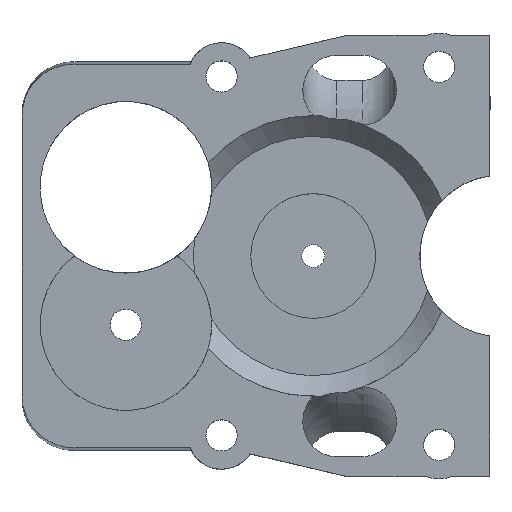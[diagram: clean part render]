
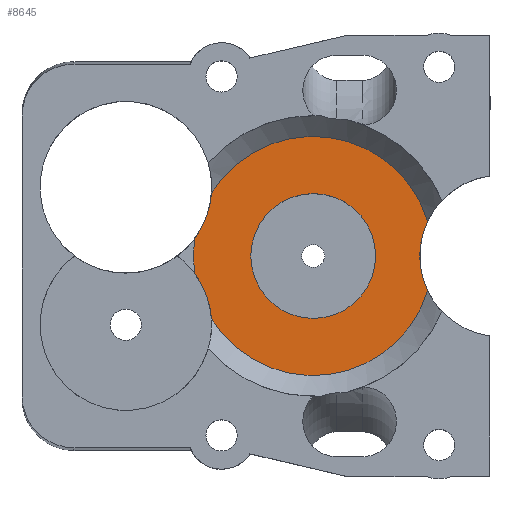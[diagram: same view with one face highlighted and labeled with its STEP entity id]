
A CAD part, top view. The second image highlights one B-rep face of the part: STEP entity #8645.
In plain terms, the highlighted planar face has unit normal (0, 0, 1).
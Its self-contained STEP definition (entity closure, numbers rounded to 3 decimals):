
#1053 = CYLINDRICAL_SURFACE('',#1054,7.755);
#1054 = AXIS2_PLACEMENT_3D('',#1055,#1056,#1057);
#1055 = CARTESIAN_POINT('',(18.,0.,35.));
#1056 = DIRECTION('',(0.,0.,1.));
#1057 = DIRECTION('',(1.,0.,0.));
#1626 = CYLINDRICAL_SURFACE('',#1627,8.25);
#1627 = AXIS2_PLACEMENT_3D('',#1628,#1629,#1630);
#1628 = CARTESIAN_POINT('',(-18.016,6.607,21.5));
#1629 = DIRECTION('',(0.,0.,1.));
#1630 = DIRECTION('',(1.,0.,0.));
#4184 = CONICAL_SURFACE('',#4185,13.5,0.785);
#4185 = AXIS2_PLACEMENT_3D('',#4186,#4187,#4188);
#4186 = CARTESIAN_POINT('',(0.,0.,17.5)
  );
#4187 = DIRECTION('',(0.,0.,1.));
#4188 = DIRECTION('',(1.,0.,0.));
#4519 = VERTEX_POINT('',#4520);
#4520 = CARTESIAN_POINT('',(11.003,-3.344,15.5));
#4568 = EDGE_CURVE('',#4569,#4519,#4571,.T.);
#4569 = VERTEX_POINT('',#4570);
#4570 = CARTESIAN_POINT('',(11.003,3.344,15.5));
#4571 = SURFACE_CURVE('',#4572,(#4577,#4584),.PCURVE_S1.);
#4572 = CIRCLE('',#4573,7.755);
#4573 = AXIS2_PLACEMENT_3D('',#4574,#4575,#4576);
#4574 = CARTESIAN_POINT('',(18.,0.,15.5));
#4575 = DIRECTION('',(0.,0.,1.));
#4576 = DIRECTION('',(1.,0.,0.));
#4577 = PCURVE('',#1053,#4578);
#4578 = DEFINITIONAL_REPRESENTATION('',(#4579),#4583);
#4579 = LINE('',#4580,#4581);
#4580 = CARTESIAN_POINT('',(0.,-19.5));
#4581 = VECTOR('',#4582,1.);
#4582 = DIRECTION('',(1.,0.));
#4583 = ( GEOMETRIC_REPRESENTATION_CONTEXT(2) 
PARAMETRIC_REPRESENTATION_CONTEXT() REPRESENTATION_CONTEXT('2D SPACE',''
  ) );
#4584 = PCURVE('',#4585,#4590);
#4585 = PLANE('',#4586);
#4586 = AXIS2_PLACEMENT_3D('',#4587,#4588,#4589);
#4587 = CARTESIAN_POINT('',(0.,0.,15.5));
#4588 = DIRECTION('',(0.,0.,1.));
#4589 = DIRECTION('',(1.,0.,0.));
#4590 = DEFINITIONAL_REPRESENTATION('',(#4591),#4595);
#4591 = CIRCLE('',#4592,7.755);
#4592 = AXIS2_PLACEMENT_2D('',#4593,#4594);
#4593 = CARTESIAN_POINT('',(18.,0.));
#4594 = DIRECTION('',(1.,0.));
#4595 = ( GEOMETRIC_REPRESENTATION_CONTEXT(2) 
PARAMETRIC_REPRESENTATION_CONTEXT() REPRESENTATION_CONTEXT('2D SPACE',''
  ) );
#4631 = CONICAL_SURFACE('',#4632,13.5,0.785);
#4632 = AXIS2_PLACEMENT_3D('',#4633,#4634,#4635);
#4633 = CARTESIAN_POINT('',(0.,0.,17.5)
  );
#4634 = DIRECTION('',(0.,0.,1.));
#4635 = DIRECTION('',(1.,0.,0.));
#4972 = CYLINDRICAL_SURFACE('',#4973,8.25);
#4973 = AXIS2_PLACEMENT_3D('',#4974,#4975,#4976);
#4974 = CARTESIAN_POINT('',(-18.016,-6.607,30.));
#4975 = DIRECTION('',(0.,0.,1.));
#4976 = DIRECTION('',(1.,0.,0.));
#5227 = VERTEX_POINT('',#5228);
#5228 = CARTESIAN_POINT('',(-9.785,6.041,15.5));
#5258 = EDGE_CURVE('',#5259,#5227,#5261,.T.);
#5259 = VERTEX_POINT('',#5260);
#5260 = CARTESIAN_POINT('',(-11.371,1.717,15.5));
#5261 = SURFACE_CURVE('',#5262,(#5267,#5274),.PCURVE_S1.);
#5262 = CIRCLE('',#5263,8.25);
#5263 = AXIS2_PLACEMENT_3D('',#5264,#5265,#5266);
#5264 = CARTESIAN_POINT('',(-18.016,6.607,15.5));
#5265 = DIRECTION('',(0.,0.,1.));
#5266 = DIRECTION('',(1.,0.,0.));
#5267 = PCURVE('',#1626,#5268);
#5268 = DEFINITIONAL_REPRESENTATION('',(#5269),#5273);
#5269 = LINE('',#5270,#5271);
#5270 = CARTESIAN_POINT('',(0.,-6.));
#5271 = VECTOR('',#5272,1.);
#5272 = DIRECTION('',(1.,0.));
#5273 = ( GEOMETRIC_REPRESENTATION_CONTEXT(2) 
PARAMETRIC_REPRESENTATION_CONTEXT() REPRESENTATION_CONTEXT('2D SPACE',''
  ) );
#5274 = PCURVE('',#4585,#5275);
#5275 = DEFINITIONAL_REPRESENTATION('',(#5276),#5280);
#5276 = CIRCLE('',#5277,8.25);
#5277 = AXIS2_PLACEMENT_2D('',#5278,#5279);
#5278 = CARTESIAN_POINT('',(-18.016,6.607));
#5279 = DIRECTION('',(1.,0.));
#5280 = ( GEOMETRIC_REPRESENTATION_CONTEXT(2) 
PARAMETRIC_REPRESENTATION_CONTEXT() REPRESENTATION_CONTEXT('2D SPACE',''
  ) );
#5332 = CONICAL_SURFACE('',#5333,13.5,0.785);
#5333 = AXIS2_PLACEMENT_3D('',#5334,#5335,#5336);
#5334 = CARTESIAN_POINT('',(0.,0.,17.5)
  );
#5335 = DIRECTION('',(0.,0.,1.));
#5336 = DIRECTION('',(1.,0.,0.));
#8554 = EDGE_CURVE('',#8555,#4519,#8557,.T.);
#8555 = VERTEX_POINT('',#8556);
#8556 = CARTESIAN_POINT('',(-9.785,-6.041,15.5));
#8557 = SURFACE_CURVE('',#8558,(#8563,#8570),.PCURVE_S1.);
#8558 = CIRCLE('',#8559,11.5);
#8559 = AXIS2_PLACEMENT_3D('',#8560,#8561,#8562);
#8560 = CARTESIAN_POINT('',(0.,0.,15.5)
  );
#8561 = DIRECTION('',(0.,0.,1.));
#8562 = DIRECTION('',(1.,0.,0.));
#8563 = PCURVE('',#4184,#8564);
#8564 = DEFINITIONAL_REPRESENTATION('',(#8565),#8569);
#8565 = LINE('',#8566,#8567);
#8566 = CARTESIAN_POINT('',(0.,-2.));
#8567 = VECTOR('',#8568,1.);
#8568 = DIRECTION('',(1.,-0.));
#8569 = ( GEOMETRIC_REPRESENTATION_CONTEXT(2) 
PARAMETRIC_REPRESENTATION_CONTEXT() REPRESENTATION_CONTEXT('2D SPACE',''
  ) );
#8570 = PCURVE('',#4585,#8571);
#8571 = DEFINITIONAL_REPRESENTATION('',(#8572),#8576);
#8572 = CIRCLE('',#8573,11.5);
#8573 = AXIS2_PLACEMENT_2D('',#8574,#8575);
#8574 = CARTESIAN_POINT('',(0.,0.));
#8575 = DIRECTION('',(1.,0.));
#8576 = ( GEOMETRIC_REPRESENTATION_CONTEXT(2) 
PARAMETRIC_REPRESENTATION_CONTEXT() REPRESENTATION_CONTEXT('2D SPACE',''
  ) );
#8624 = EDGE_CURVE('',#4569,#5227,#8625,.T.);
#8625 = SURFACE_CURVE('',#8626,(#8631,#8638),.PCURVE_S1.);
#8626 = CIRCLE('',#8627,11.5);
#8627 = AXIS2_PLACEMENT_3D('',#8628,#8629,#8630);
#8628 = CARTESIAN_POINT('',(0.,0.,15.5)
  );
#8629 = DIRECTION('',(0.,0.,1.));
#8630 = DIRECTION('',(1.,0.,0.));
#8631 = PCURVE('',#4631,#8632);
#8632 = DEFINITIONAL_REPRESENTATION('',(#8633),#8637);
#8633 = LINE('',#8634,#8635);
#8634 = CARTESIAN_POINT('',(0.,-2.));
#8635 = VECTOR('',#8636,1.);
#8636 = DIRECTION('',(1.,-0.));
#8637 = ( GEOMETRIC_REPRESENTATION_CONTEXT(2) 
PARAMETRIC_REPRESENTATION_CONTEXT() REPRESENTATION_CONTEXT('2D SPACE',''
  ) );
#8638 = PCURVE('',#4585,#8639);
#8639 = DEFINITIONAL_REPRESENTATION('',(#8640),#8644);
#8640 = CIRCLE('',#8641,11.5);
#8641 = AXIS2_PLACEMENT_2D('',#8642,#8643);
#8642 = CARTESIAN_POINT('',(0.,0.));
#8643 = DIRECTION('',(1.,0.));
#8644 = ( GEOMETRIC_REPRESENTATION_CONTEXT(2) 
PARAMETRIC_REPRESENTATION_CONTEXT() REPRESENTATION_CONTEXT('2D SPACE',''
  ) );
#8645 = ADVANCED_FACE('',(#8646,#8698),#4585,.T.);
#8646 = FACE_BOUND('',#8647,.T.);
#8647 = EDGE_LOOP('',(#8648,#8649,#8650,#8651,#8675,#8697));
#8648 = ORIENTED_EDGE('',*,*,#4568,.F.);
#8649 = ORIENTED_EDGE('',*,*,#8624,.T.);
#8650 = ORIENTED_EDGE('',*,*,#5258,.F.);
#8651 = ORIENTED_EDGE('',*,*,#8652,.T.);
#8652 = EDGE_CURVE('',#5259,#8653,#8655,.T.);
#8653 = VERTEX_POINT('',#8654);
#8654 = CARTESIAN_POINT('',(-11.371,-1.717,15.5));
#8655 = SURFACE_CURVE('',#8656,(#8661,#8668),.PCURVE_S1.);
#8656 = CIRCLE('',#8657,11.5);
#8657 = AXIS2_PLACEMENT_3D('',#8658,#8659,#8660);
#8658 = CARTESIAN_POINT('',(0.,0.,15.5)
  );
#8659 = DIRECTION('',(0.,0.,1.));
#8660 = DIRECTION('',(1.,0.,0.));
#8661 = PCURVE('',#4585,#8662);
#8662 = DEFINITIONAL_REPRESENTATION('',(#8663),#8667);
#8663 = CIRCLE('',#8664,11.5);
#8664 = AXIS2_PLACEMENT_2D('',#8665,#8666);
#8665 = CARTESIAN_POINT('',(0.,0.));
#8666 = DIRECTION('',(1.,0.));
#8667 = ( GEOMETRIC_REPRESENTATION_CONTEXT(2) 
PARAMETRIC_REPRESENTATION_CONTEXT() REPRESENTATION_CONTEXT('2D SPACE',''
  ) );
#8668 = PCURVE('',#5332,#8669);
#8669 = DEFINITIONAL_REPRESENTATION('',(#8670),#8674);
#8670 = LINE('',#8671,#8672);
#8671 = CARTESIAN_POINT('',(0.,-2.));
#8672 = VECTOR('',#8673,1.);
#8673 = DIRECTION('',(1.,-0.));
#8674 = ( GEOMETRIC_REPRESENTATION_CONTEXT(2) 
PARAMETRIC_REPRESENTATION_CONTEXT() REPRESENTATION_CONTEXT('2D SPACE',''
  ) );
#8675 = ORIENTED_EDGE('',*,*,#8676,.F.);
#8676 = EDGE_CURVE('',#8555,#8653,#8677,.T.);
#8677 = SURFACE_CURVE('',#8678,(#8683,#8690),.PCURVE_S1.);
#8678 = CIRCLE('',#8679,8.25);
#8679 = AXIS2_PLACEMENT_3D('',#8680,#8681,#8682);
#8680 = CARTESIAN_POINT('',(-18.016,-6.607,15.5));
#8681 = DIRECTION('',(0.,0.,1.));
#8682 = DIRECTION('',(1.,0.,0.));
#8683 = PCURVE('',#4585,#8684);
#8684 = DEFINITIONAL_REPRESENTATION('',(#8685),#8689);
#8685 = CIRCLE('',#8686,8.25);
#8686 = AXIS2_PLACEMENT_2D('',#8687,#8688);
#8687 = CARTESIAN_POINT('',(-18.016,-6.607));
#8688 = DIRECTION('',(1.,0.));
#8689 = ( GEOMETRIC_REPRESENTATION_CONTEXT(2) 
PARAMETRIC_REPRESENTATION_CONTEXT() REPRESENTATION_CONTEXT('2D SPACE',''
  ) );
#8690 = PCURVE('',#4972,#8691);
#8691 = DEFINITIONAL_REPRESENTATION('',(#8692),#8696);
#8692 = LINE('',#8693,#8694);
#8693 = CARTESIAN_POINT('',(0.,-14.5));
#8694 = VECTOR('',#8695,1.);
#8695 = DIRECTION('',(1.,0.));
#8696 = ( GEOMETRIC_REPRESENTATION_CONTEXT(2) 
PARAMETRIC_REPRESENTATION_CONTEXT() REPRESENTATION_CONTEXT('2D SPACE',''
  ) );
#8697 = ORIENTED_EDGE('',*,*,#8554,.T.);
#8698 = FACE_BOUND('',#8699,.T.);
#8699 = EDGE_LOOP('',(#8700));
#8700 = ORIENTED_EDGE('',*,*,#8701,.F.);
#8701 = EDGE_CURVE('',#8702,#8702,#8704,.T.);
#8702 = VERTEX_POINT('',#8703);
#8703 = CARTESIAN_POINT('',(0.,6.,15.5));
#8704 = SURFACE_CURVE('',#8705,(#8710,#8717),.PCURVE_S1.);
#8705 = CIRCLE('',#8706,6.);
#8706 = AXIS2_PLACEMENT_3D('',#8707,#8708,#8709);
#8707 = CARTESIAN_POINT('',(0.,0.,15.5)
  );
#8708 = DIRECTION('',(0.,0.,1.));
#8709 = DIRECTION('',(0.,1.,0.));
#8710 = PCURVE('',#4585,#8711);
#8711 = DEFINITIONAL_REPRESENTATION('',(#8712),#8716);
#8712 = CIRCLE('',#8713,6.);
#8713 = AXIS2_PLACEMENT_2D('',#8714,#8715);
#8714 = CARTESIAN_POINT('',(0.,0.));
#8715 = DIRECTION('',(0.,1.));
#8716 = ( GEOMETRIC_REPRESENTATION_CONTEXT(2) 
PARAMETRIC_REPRESENTATION_CONTEXT() REPRESENTATION_CONTEXT('2D SPACE',''
  ) );
#8717 = PCURVE('',#8718,#8723);
#8718 = CYLINDRICAL_SURFACE('',#8719,6.);
#8719 = AXIS2_PLACEMENT_3D('',#8720,#8721,#8722);
#8720 = CARTESIAN_POINT('',(0.,0.,12.25)
  );
#8721 = DIRECTION('',(0.,0.,1.));
#8722 = DIRECTION('',(0.,1.,0.));
#8723 = DEFINITIONAL_REPRESENTATION('',(#8724),#8728);
#8724 = LINE('',#8725,#8726);
#8725 = CARTESIAN_POINT('',(0.,3.25));
#8726 = VECTOR('',#8727,1.);
#8727 = DIRECTION('',(1.,0.));
#8728 = ( GEOMETRIC_REPRESENTATION_CONTEXT(2) 
PARAMETRIC_REPRESENTATION_CONTEXT() REPRESENTATION_CONTEXT('2D SPACE',''
  ) );
